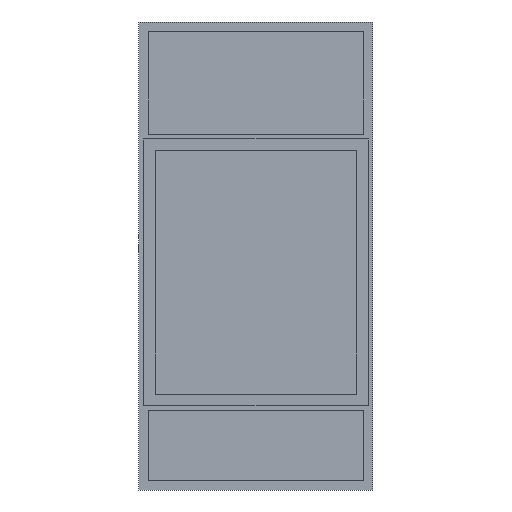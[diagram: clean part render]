
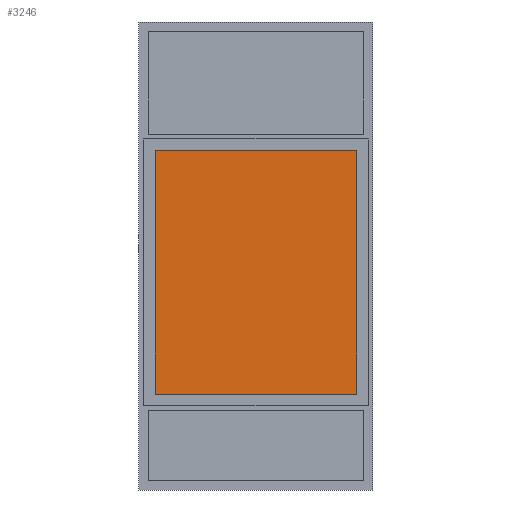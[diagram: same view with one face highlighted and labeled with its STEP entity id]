
A CAD part, front view. The second image highlights one B-rep face of the part: STEP entity #3246.
In plain terms, the highlighted planar face has unit normal (0, -1, 0).
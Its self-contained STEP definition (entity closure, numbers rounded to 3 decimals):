
#2937 = VERTEX_POINT('',#2938);
#2938 = CARTESIAN_POINT('',(70.,18.,1450.));
#2947 = PLANE('',#2948);
#2948 = AXIS2_PLACEMENT_3D('',#2949,#2950,#2951);
#2949 = CARTESIAN_POINT('',(70.,18.,1450.));
#2950 = DIRECTION('',(0.,0.,-1.));
#2951 = DIRECTION('',(1.,0.,0.));
#2959 = PLANE('',#2960);
#2960 = AXIS2_PLACEMENT_3D('',#2961,#2962,#2963);
#2961 = CARTESIAN_POINT('',(70.,18.,410.));
#2962 = DIRECTION('',(1.,0.,0.));
#2963 = DIRECTION('',(0.,0.,1.));
#3000 = VERTEX_POINT('',#3001);
#3001 = CARTESIAN_POINT('',(930.,18.,1450.));
#3015 = PLANE('',#3016);
#3016 = AXIS2_PLACEMENT_3D('',#3017,#3018,#3019);
#3017 = CARTESIAN_POINT('',(930.,18.,1450.));
#3018 = DIRECTION('',(-1.,0.,0.));
#3019 = DIRECTION('',(0.,0.,-1.));
#3027 = EDGE_CURVE('',#2937,#3000,#3028,.T.);
#3028 = SURFACE_CURVE('',#3029,(#3033,#3040),.PCURVE_S1.);
#3029 = LINE('',#3030,#3031);
#3030 = CARTESIAN_POINT('',(70.,18.,1450.));
#3031 = VECTOR('',#3032,1.);
#3032 = DIRECTION('',(1.,0.,0.));
#3033 = PCURVE('',#2947,#3034);
#3034 = DEFINITIONAL_REPRESENTATION('',(#3035),#3039);
#3035 = LINE('',#3036,#3037);
#3036 = CARTESIAN_POINT('',(0.,0.));
#3037 = VECTOR('',#3038,1.);
#3038 = DIRECTION('',(1.,0.));
#3039 = ( GEOMETRIC_REPRESENTATION_CONTEXT(2) 
PARAMETRIC_REPRESENTATION_CONTEXT() REPRESENTATION_CONTEXT('2D SPACE',''
  ) );
#3040 = PCURVE('',#3041,#3046);
#3041 = PLANE('',#3042);
#3042 = AXIS2_PLACEMENT_3D('',#3043,#3044,#3045);
#3043 = CARTESIAN_POINT('',(70.,18.,1450.));
#3044 = DIRECTION('',(0.,-1.,0.));
#3045 = DIRECTION('',(0.,0.,-1.));
#3046 = DEFINITIONAL_REPRESENTATION('',(#3047),#3051);
#3047 = LINE('',#3048,#3049);
#3048 = CARTESIAN_POINT('',(0.,0.));
#3049 = VECTOR('',#3050,1.);
#3050 = DIRECTION('',(0.,1.));
#3051 = ( GEOMETRIC_REPRESENTATION_CONTEXT(2) 
PARAMETRIC_REPRESENTATION_CONTEXT() REPRESENTATION_CONTEXT('2D SPACE',''
  ) );
#3081 = VERTEX_POINT('',#3082);
#3082 = CARTESIAN_POINT('',(930.,18.,410.));
#3096 = PLANE('',#3097);
#3097 = AXIS2_PLACEMENT_3D('',#3098,#3099,#3100);
#3098 = CARTESIAN_POINT('',(930.,18.,410.));
#3099 = DIRECTION('',(0.,0.,1.));
#3100 = DIRECTION('',(-1.,0.,0.));
#3108 = EDGE_CURVE('',#3000,#3081,#3109,.T.);
#3109 = SURFACE_CURVE('',#3110,(#3114,#3121),.PCURVE_S1.);
#3110 = LINE('',#3111,#3112);
#3111 = CARTESIAN_POINT('',(930.,18.,1450.));
#3112 = VECTOR('',#3113,1.);
#3113 = DIRECTION('',(0.,0.,-1.));
#3114 = PCURVE('',#3015,#3115);
#3115 = DEFINITIONAL_REPRESENTATION('',(#3116),#3120);
#3116 = LINE('',#3117,#3118);
#3117 = CARTESIAN_POINT('',(0.,0.));
#3118 = VECTOR('',#3119,1.);
#3119 = DIRECTION('',(1.,0.));
#3120 = ( GEOMETRIC_REPRESENTATION_CONTEXT(2) 
PARAMETRIC_REPRESENTATION_CONTEXT() REPRESENTATION_CONTEXT('2D SPACE',''
  ) );
#3121 = PCURVE('',#3041,#3122);
#3122 = DEFINITIONAL_REPRESENTATION('',(#3123),#3127);
#3123 = LINE('',#3124,#3125);
#3124 = CARTESIAN_POINT('',(0.,860.));
#3125 = VECTOR('',#3126,1.);
#3126 = DIRECTION('',(1.,0.));
#3127 = ( GEOMETRIC_REPRESENTATION_CONTEXT(2) 
PARAMETRIC_REPRESENTATION_CONTEXT() REPRESENTATION_CONTEXT('2D SPACE',''
  ) );
#3157 = VERTEX_POINT('',#3158);
#3158 = CARTESIAN_POINT('',(70.,18.,410.));
#3179 = EDGE_CURVE('',#3081,#3157,#3180,.T.);
#3180 = SURFACE_CURVE('',#3181,(#3185,#3192),.PCURVE_S1.);
#3181 = LINE('',#3182,#3183);
#3182 = CARTESIAN_POINT('',(930.,18.,410.));
#3183 = VECTOR('',#3184,1.);
#3184 = DIRECTION('',(-1.,0.,0.));
#3185 = PCURVE('',#3096,#3186);
#3186 = DEFINITIONAL_REPRESENTATION('',(#3187),#3191);
#3187 = LINE('',#3188,#3189);
#3188 = CARTESIAN_POINT('',(0.,0.));
#3189 = VECTOR('',#3190,1.);
#3190 = DIRECTION('',(1.,0.));
#3191 = ( GEOMETRIC_REPRESENTATION_CONTEXT(2) 
PARAMETRIC_REPRESENTATION_CONTEXT() REPRESENTATION_CONTEXT('2D SPACE',''
  ) );
#3192 = PCURVE('',#3041,#3193);
#3193 = DEFINITIONAL_REPRESENTATION('',(#3194),#3198);
#3194 = LINE('',#3195,#3196);
#3195 = CARTESIAN_POINT('',(1040.,860.));
#3196 = VECTOR('',#3197,1.);
#3197 = DIRECTION('',(0.,-1.));
#3198 = ( GEOMETRIC_REPRESENTATION_CONTEXT(2) 
PARAMETRIC_REPRESENTATION_CONTEXT() REPRESENTATION_CONTEXT('2D SPACE',''
  ) );
#3226 = EDGE_CURVE('',#3157,#2937,#3227,.T.);
#3227 = SURFACE_CURVE('',#3228,(#3232,#3239),.PCURVE_S1.);
#3228 = LINE('',#3229,#3230);
#3229 = CARTESIAN_POINT('',(70.,18.,410.));
#3230 = VECTOR('',#3231,1.);
#3231 = DIRECTION('',(0.,0.,1.));
#3232 = PCURVE('',#2959,#3233);
#3233 = DEFINITIONAL_REPRESENTATION('',(#3234),#3238);
#3234 = LINE('',#3235,#3236);
#3235 = CARTESIAN_POINT('',(0.,0.));
#3236 = VECTOR('',#3237,1.);
#3237 = DIRECTION('',(1.,0.));
#3238 = ( GEOMETRIC_REPRESENTATION_CONTEXT(2) 
PARAMETRIC_REPRESENTATION_CONTEXT() REPRESENTATION_CONTEXT('2D SPACE',''
  ) );
#3239 = PCURVE('',#3041,#3240);
#3240 = DEFINITIONAL_REPRESENTATION('',(#3241),#3245);
#3241 = LINE('',#3242,#3243);
#3242 = CARTESIAN_POINT('',(1040.,0.));
#3243 = VECTOR('',#3244,1.);
#3244 = DIRECTION('',(-1.,0.));
#3245 = ( GEOMETRIC_REPRESENTATION_CONTEXT(2) 
PARAMETRIC_REPRESENTATION_CONTEXT() REPRESENTATION_CONTEXT('2D SPACE',''
  ) );
#3246 = ADVANCED_FACE('',(#3247),#3041,.T.);
#3247 = FACE_BOUND('',#3248,.F.);
#3248 = EDGE_LOOP('',(#3249,#3250,#3251,#3252));
#3249 = ORIENTED_EDGE('',*,*,#3027,.T.);
#3250 = ORIENTED_EDGE('',*,*,#3108,.T.);
#3251 = ORIENTED_EDGE('',*,*,#3179,.T.);
#3252 = ORIENTED_EDGE('',*,*,#3226,.T.);
